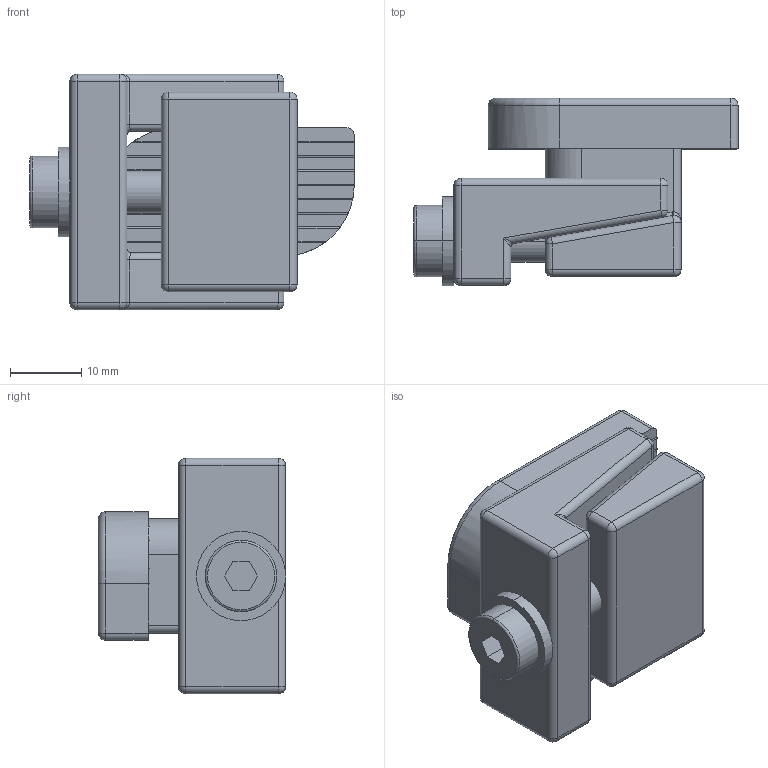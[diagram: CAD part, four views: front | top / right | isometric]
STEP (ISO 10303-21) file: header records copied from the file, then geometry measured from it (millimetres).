
FILE_DESCRIPTION (( 'STEP AP203' ), '1' );
FILE_NAME ('084.106.185.STEP', '2022-04-22T14:51:09', ( '' ), ( '' ), 'SwSTEP 2.0', 'SolidWorks 2021', '' );
FILE_SCHEMA (( 'CONFIG_CONTROL_DESIGN' ));
Length unit declared in the file: millimetre
Products named in the file (5): 084.301.000 VITI ALUSIC-2_084.301.001; 084.106.185B; 084.106.185A; 084.106.185; RONDELLE UNI 6592_6.4x12.5 UNI 6592
Assembly tree (4 placements, depth 2):
  084.106.185
    084.106.185A
    084.106.185B
    084.301.000 VITI ALUSIC-2_084.301.001
    RONDELLE UNI 6592_6.4x12.5 UNI 6592
Bounding box: 45.43 x 26.25 x 33 mm (x, y, z)
Volume: 17616.8 mm3; surface area: 7774.1 mm2
Topology: 4 solids, 4 shells, 192 faces, 461 edges, 254 vertices
Faces by surface type: cylinder 88, plane 57, sphere 25, bspline 11, torus 9, cone 2
Entity records: 6398 total; most frequent: CARTESIAN_POINT 1596, DIRECTION 954, ORIENTED_EDGE 870, EDGE_CURVE 435, AXIS2_PLACEMENT_3D 371, VERTEX_POINT 253, VECTOR 212, LINE 212
